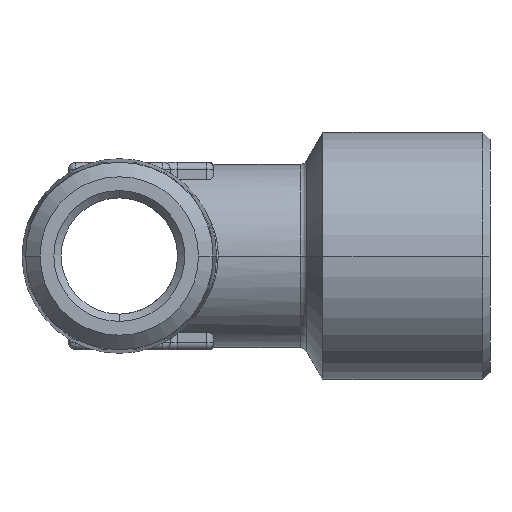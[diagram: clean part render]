
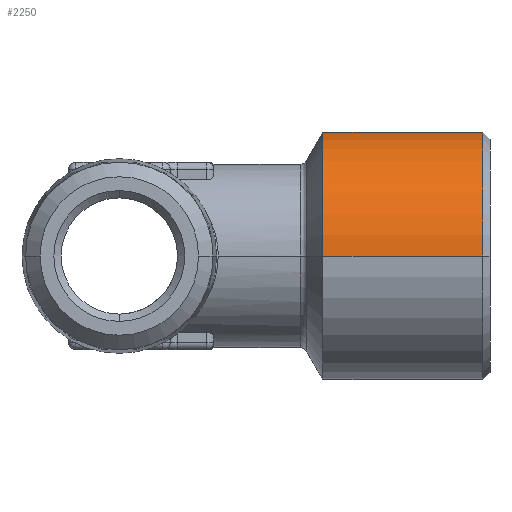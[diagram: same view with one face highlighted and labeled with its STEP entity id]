
A CAD part, front view. The second image highlights one B-rep face of the part: STEP entity #2250.
In plain terms, the highlighted cylindrical face has radius 8.5 mm (diameter 17 mm), a partial arc.
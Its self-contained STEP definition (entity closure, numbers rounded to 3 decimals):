
#2072 = VECTOR ( 'NONE', #2181, 1000. ) ;
#2073 = CARTESIAN_POINT ( 'NONE',  ( -9.788, -8.5, 0. ) ) ;
#2074 = LINE ( 'NONE', #2073, #2072 ) ;
#2133 = FACE_OUTER_BOUND ( 'NONE', #2347, .T. ) ;
#2181 = DIRECTION ( 'NONE',  ( -1., 0., 0. ) ) ;
#2186 = CARTESIAN_POINT ( 'NONE',  ( -9.788, 0., 0. ) ) ;
#2187 = DIRECTION ( 'NONE',  ( -1., 0., 0. ) ) ;
#2188 = CARTESIAN_POINT ( 'NONE',  ( 14., 0., 0. ) ) ;
#2189 = DIRECTION ( 'NONE',  ( -1., 0., 0. ) ) ;
#2190 = CARTESIAN_POINT ( 'NONE',  ( -9.788, 8.5, 0. ) ) ;
#2191 = VECTOR ( 'NONE', #2189, 1000. ) ;
#2192 = LINE ( 'NONE', #2190, #2191 ) ;
#2193 = AXIS2_PLACEMENT_3D ( 'NONE', #2188, #2187, #2200 ) ;
#2194 = CIRCLE ( 'NONE', #2193, 8.5 ) ;
#2195 = CYLINDRICAL_SURFACE ( 'NONE', #2198, 8.5 ) ;
#2196 = CARTESIAN_POINT ( 'NONE',  ( 14., 8.5, 0. ) ) ;
#2197 = DIRECTION ( 'NONE',  ( 0., -1., 0. ) ) ;
#2198 = AXIS2_PLACEMENT_3D ( 'NONE', #2186, #2199, #2197 ) ;
#2199 = DIRECTION ( 'NONE',  ( -1., 0., 0. ) ) ;
#2200 = DIRECTION ( 'NONE',  ( 0., -1., 0. ) ) ;
#2236 = ORIENTED_EDGE ( 'NONE', *, *, #2252, .F. ) ;
#2237 = ORIENTED_EDGE ( 'NONE', *, *, #2238, .F. ) ;
#2238 = EDGE_CURVE ( 'NONE', #2267, #2265, #2074, .T. ) ;
#2250 = ADVANCED_FACE ( 'NONE', ( #2133 ), #2195, .T. ) ;
#2251 = ORIENTED_EDGE ( 'NONE', *, *, #2266, .T. ) ;
#2252 = EDGE_CURVE ( 'NONE', #2265, #2253, #2194, .T. ) ;
#2253 = VERTEX_POINT ( 'NONE', #2196 ) ;
#2254 = ORIENTED_EDGE ( 'NONE', *, *, #2255, .T. ) ;
#2255 = EDGE_CURVE ( 'NONE', #2268, #2253, #2192, .T. ) ;
#2265 = VERTEX_POINT ( 'NONE', #3249 ) ;
#2266 = EDGE_CURVE ( 'NONE', #2267, #2268, #3246, .T. ) ;
#2267 = VERTEX_POINT ( 'NONE', #3245 ) ;
#2268 = VERTEX_POINT ( 'NONE', #3244 ) ;
#2347 = EDGE_LOOP ( 'NONE', ( #2251, #2254, #2236, #2237 ) ) ;
#3243 = DIRECTION ( 'NONE',  ( 0., -1., 0. ) ) ;
#3244 = CARTESIAN_POINT ( 'NONE',  ( 25., 8.5, 0. ) ) ;
#3245 = CARTESIAN_POINT ( 'NONE',  ( 25., -8.5, 0. ) ) ;
#3246 = CIRCLE ( 'NONE', #3248, 8.5 ) ;
#3247 = DIRECTION ( 'NONE',  ( -1., 0., 0. ) ) ;
#3248 = AXIS2_PLACEMENT_3D ( 'NONE', #3258, #3247, #3243 ) ;
#3249 = CARTESIAN_POINT ( 'NONE',  ( 14., -8.5, 0. ) ) ;
#3258 = CARTESIAN_POINT ( 'NONE',  ( 25., 0., 0. ) ) ;
